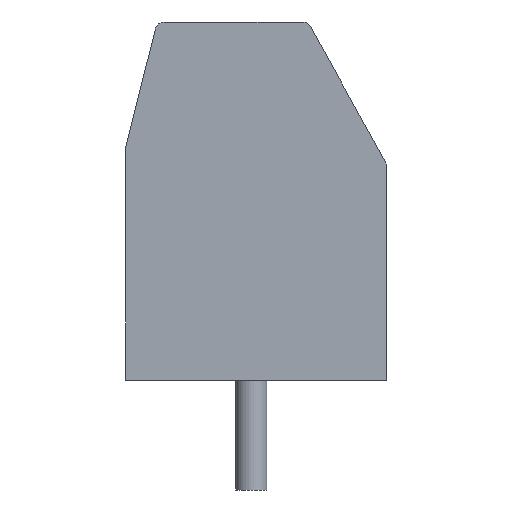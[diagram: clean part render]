
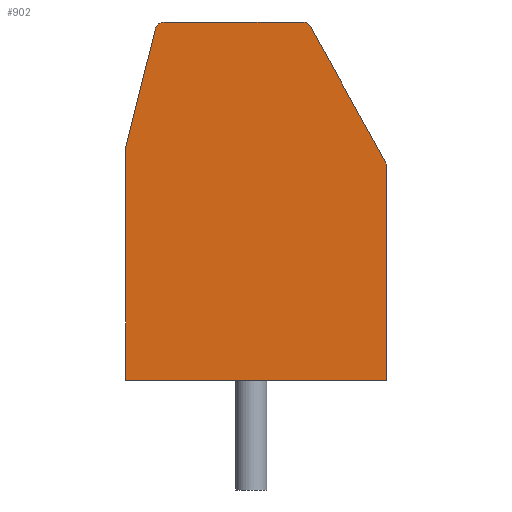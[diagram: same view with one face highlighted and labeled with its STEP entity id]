
A CAD part, left-side view. The second image highlights one B-rep face of the part: STEP entity #902.
In plain terms, the highlighted planar face has unit normal (-1, 0, 0).
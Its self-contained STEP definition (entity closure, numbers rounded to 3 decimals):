
#77=PLANE('',#972);
#122=FACE_OUTER_BOUND('',#176,.T.);
#176=EDGE_LOOP('',(#703,#704,#705,#706,#707,#708,#709,#710,#711,#712));
#223=LINE('',#1315,#319);
#232=LINE('',#1341,#328);
#235=LINE('',#1350,#331);
#237=LINE('',#1357,#333);
#251=LINE('',#1389,#347);
#252=LINE('',#1390,#348);
#319=VECTOR('',#1048,10.);
#328=VECTOR('',#1071,10.);
#331=VECTOR('',#1080,10.);
#333=VECTOR('',#1090,10.);
#347=VECTOR('',#1120,10.);
#348=VECTOR('',#1121,10.);
#411=CIRCLE('',#948,0.3);
#416=CIRCLE('',#956,0.3);
#417=CIRCLE('',#959,0.3);
#419=CIRCLE('',#963,0.3);
#435=VERTEX_POINT('',#1302);
#436=VERTEX_POINT('',#1303);
#440=VERTEX_POINT('',#1313);
#448=VERTEX_POINT('',#1333);
#449=VERTEX_POINT('',#1335);
#450=VERTEX_POINT('',#1339);
#451=VERTEX_POINT('',#1343);
#452=VERTEX_POINT('',#1345);
#453=VERTEX_POINT('',#1349);
#464=VERTEX_POINT('',#1388);
#515=EDGE_CURVE('',#435,#436,#411,.T.);
#521=EDGE_CURVE('',#440,#435,#223,.T.);
#531=EDGE_CURVE('',#448,#449,#416,.T.);
#534=EDGE_CURVE('',#450,#448,#232,.T.);
#536=EDGE_CURVE('',#451,#452,#417,.T.);
#538=EDGE_CURVE('',#452,#453,#235,.T.);
#541=EDGE_CURVE('',#453,#450,#419,.T.);
#542=EDGE_CURVE('',#436,#451,#237,.T.);
#557=EDGE_CURVE('',#464,#440,#251,.T.);
#558=EDGE_CURVE('',#464,#449,#252,.T.);
#703=ORIENTED_EDGE('',*,*,#515,.F.);
#704=ORIENTED_EDGE('',*,*,#521,.F.);
#705=ORIENTED_EDGE('',*,*,#557,.F.);
#706=ORIENTED_EDGE('',*,*,#558,.T.);
#707=ORIENTED_EDGE('',*,*,#531,.F.);
#708=ORIENTED_EDGE('',*,*,#534,.F.);
#709=ORIENTED_EDGE('',*,*,#541,.F.);
#710=ORIENTED_EDGE('',*,*,#538,.F.);
#711=ORIENTED_EDGE('',*,*,#536,.F.);
#712=ORIENTED_EDGE('',*,*,#542,.F.);
#902=ADVANCED_FACE('',(#122),#77,.T.);
#948=AXIS2_PLACEMENT_3D('',#1304,#1038,#1039);
#956=AXIS2_PLACEMENT_3D('',#1336,#1065,#1066);
#959=AXIS2_PLACEMENT_3D('',#1346,#1075,#1076);
#963=AXIS2_PLACEMENT_3D('',#1355,#1086,#1087);
#972=AXIS2_PLACEMENT_3D('',#1387,#1118,#1119);
#1038=DIRECTION('center_axis',(1.,0.,0.));
#1039=DIRECTION('ref_axis',(0.,0.122,-0.993));
#1048=DIRECTION('',(0.,1.,0.));
#1065=DIRECTION('center_axis',(1.,0.,0.));
#1066=DIRECTION('ref_axis',(0.,0.251,0.968));
#1071=DIRECTION('',(0.,-0.874,0.486));
#1075=DIRECTION('center_axis',(1.,0.,0.));
#1076=DIRECTION('ref_axis',(0.,0.788,-0.615));
#1080=DIRECTION('',(0.,0.,1.));
#1086=DIRECTION('center_axis',(1.,0.,0.));
#1087=DIRECTION('ref_axis',(0.,0.862,0.507));
#1090=DIRECTION('',(0.,0.97,0.243));
#1118=DIRECTION('center_axis',(-1.,0.,0.));
#1119=DIRECTION('ref_axis',(0.,0.,1.));
#1120=DIRECTION('',(0.,0.,-1.));
#1121=DIRECTION('',(0.,1.,0.));
#1302=CARTESIAN_POINT('',(-2.5,7.363,-4.));
#1303=CARTESIAN_POINT('',(-2.5,7.436,-3.991));
#1304=CARTESIAN_POINT('Origin',(-2.5,7.363,-3.7));
#1313=CARTESIAN_POINT('',(-2.5,0.,-4.));
#1315=CARTESIAN_POINT('',(-2.5,0.,-4.));
#1333=CARTESIAN_POINT('',(-2.5,6.968,4.262));
#1335=CARTESIAN_POINT('',(-2.5,6.822,4.3));
#1336=CARTESIAN_POINT('Origin',(-2.5,6.822,4.));
#1339=CARTESIAN_POINT('',(-2.5,11.246,1.886));
#1341=CARTESIAN_POINT('',(-2.5,7.15,4.161));
#1343=CARTESIAN_POINT('',(-2.5,11.173,-3.057));
#1345=CARTESIAN_POINT('',(-2.5,11.4,-2.766));
#1346=CARTESIAN_POINT('Origin',(-2.5,11.1,-2.766));
#1349=CARTESIAN_POINT('',(-2.5,11.4,1.623));
#1350=CARTESIAN_POINT('',(-2.5,11.4,4.3));
#1355=CARTESIAN_POINT('Origin',(-2.5,11.1,1.623));
#1357=CARTESIAN_POINT('',(-2.5,4.918,-4.621));
#1387=CARTESIAN_POINT('Origin',(-2.5,0.,-4.));
#1388=CARTESIAN_POINT('',(-2.5,0.,4.3));
#1389=CARTESIAN_POINT('',(-2.5,0.,4.3));
#1390=CARTESIAN_POINT('',(-2.5,0.,4.3));
